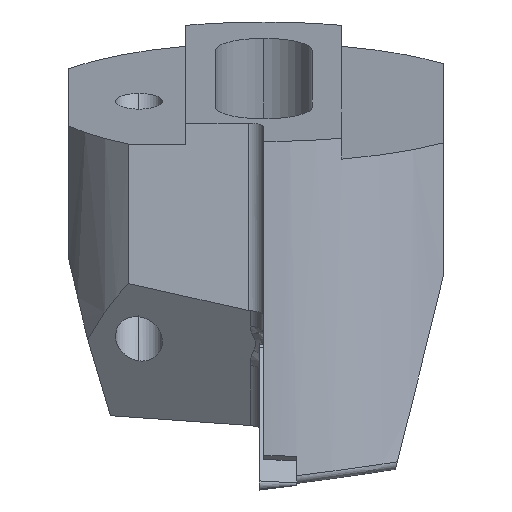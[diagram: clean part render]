
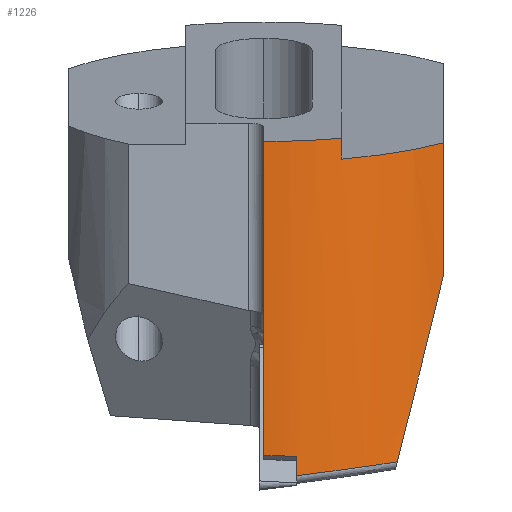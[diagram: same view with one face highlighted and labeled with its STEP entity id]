
A CAD part, left-side view. The second image highlights one B-rep face of the part: STEP entity #1226.
In plain terms, the highlighted cylindrical face has radius 15.699 mm (diameter 31.398 mm), a partial arc.
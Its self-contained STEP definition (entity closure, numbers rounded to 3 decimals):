
#654=EDGE_CURVE('NONE',#1604,#1398,#1888,.F.);
#670=VERTEX_POINT('NONE',#1908);
#674=EDGE_CURVE('NONE',#1072,#1840,#1913,.T.);
#692=EDGE_CURVE('NONE',#1604,#1026,#1935,.T.);
#806=VERTEX_POINT('NONE',#2060);
#834=VERTEX_POINT('NONE',#2091);
#836=EDGE_CURVE('NONE',#806,#1684,#2093,.T.);
#1026=VERTEX_POINT('NONE',#2305);
#1044=EDGE_CURVE('NONE',#1398,#1840,#2324,.T.);
#1072=VERTEX_POINT('NONE',#2355);
#1110=EDGE_CURVE('NONE',#1072,#670,#2398,.T.);
#1158=EDGE_CURVE('NONE',#834,#1026,#2452,.T.);
#1226=ADVANCED_FACE('NONE',(#2525),#2526,.T.);
#1398=VERTEX_POINT('NONE',#2720);
#1524=EDGE_CURVE('NONE',#1684,#834,#2857,.T.);
#1548=EDGE_CURVE('NONE',#806,#670,#2884,.T.);
#1604=VERTEX_POINT('NONE',#2946);
#1684=VERTEX_POINT('NONE',#3028);
#1840=VERTEX_POINT('NONE',#3198);
#1888=LINE('',#3242,#3243);
#1908=CARTESIAN_POINT('',(-15.558,-2.1,-27.861));
#1913=B_SPLINE_CURVE_WITH_KNOTS('',3,(#3277,#3278,#3279,#3280,#3281,#3282,#3283),.UNSPECIFIED.,.F.,.F.,(4,3,4),(0.0,0.833,1.0),.UNSPECIFIED.);
#1935=ELLIPSE('',#3308,16.18,15.699);
#2060=CARTESIAN_POINT('',(-15.699,0.0,-27.789));
#2091=CARTESIAN_POINT('',(-14.882,-5.0,-7.45));
#2093=LINE('',#3541,#3542);
#2305=CARTESIAN_POINT('',(-14.882,-5.0,-8.79));
#2324=ELLIPSE('',#3868,62.513,15.699);
#2355=CARTESIAN_POINT('',(-15.558,-2.1,-29.086));
#2398=LINE('',#4350,#4351);
#2452=LINE('',#4448,#4449);
#2525=FACE_OUTER_BOUND('',#4588,.T.);
#2526=CYLINDRICAL_SURFACE('',#4589,15.699);
#2720=CARTESIAN_POINT('',(-10.687,-11.5,-16.298));
#2857=ELLIPSE('',#5160,16.18,15.699);
#2884=ELLIPSE('',#5194,17.619,15.699);
#2946=CARTESIAN_POINT('',(-10.687,-11.5,-7.744));
#3028=CARTESIAN_POINT('',(-15.699,0.,-7.654));
#3198=CARTESIAN_POINT('',(-13.155,-8.567,-28.194));
#3242=CARTESIAN_POINT('',(-10.687,-11.5,0.));
#3243=VECTOR('',#5713,1.0);
#3277=CARTESIAN_POINT('',(-15.558,-2.1,-29.086));
#3278=CARTESIAN_POINT('',(-15.299,-4.015,-28.845));
#3279=CARTESIAN_POINT('',(-14.684,-5.881,-28.591));
#3280=CARTESIAN_POINT('',(-13.752,-7.573,-28.342));
#3281=CARTESIAN_POINT('',(-13.565,-7.912,-28.293));
#3282=CARTESIAN_POINT('',(-13.366,-8.244,-28.243));
#3283=CARTESIAN_POINT('',(-13.155,-8.567,-28.194));
#3308=AXIS2_PLACEMENT_3D('',#5798,#5799,#5800);
#3541=CARTESIAN_POINT('',(-15.699,0.0,0.));
#3542=VECTOR('',#5994,1.0);
#3868=AXIS2_PLACEMENT_3D('',#6280,#6281,#6282);
#4350=CARTESIAN_POINT('',(-15.558,-2.1,0.));
#4351=VECTOR('',#6383,1.0);
#4448=CARTESIAN_POINT('',(-14.882,-5.0,0.));
#4449=VECTOR('',#6461,1.0);
#4588=EDGE_LOOP('',(#6531,#6532,#6533,#6534,#6535,#6536,#6537,#6538,#6539));
#4589=AXIS2_PLACEMENT_3D('',#6540,#6541,#6542);
#5160=AXIS2_PLACEMENT_3D('',#6940,#6941,#6942);
#5194=AXIS2_PLACEMENT_3D('',#6976,#6977,#6978);
#5713=DIRECTION('',(0.,0.,1.0));
#5798=CARTESIAN_POINT('',(0.,0.,-5.08));
#5799=DIRECTION('',(0.242,0.0,-0.97));
#5800=DIRECTION('',(-0.97,0.,-0.242));
#5994=DIRECTION('',(0.,0.,1.0));
#6280=CARTESIAN_POINT('',(0.,0.,-57.866));
#6281=DIRECTION('',(0.063,-0.966,-0.251));
#6282=DIRECTION('',(-0.016,0.251,-0.968));
#6383=DIRECTION('',(0.,0.,1.0));
#6461=DIRECTION('',(0.,0.,-1.0));
#6531=ORIENTED_EDGE('',*,*,#1110,.F.);
#6532=ORIENTED_EDGE('',*,*,#674,.T.);
#6533=ORIENTED_EDGE('',*,*,#1044,.F.);
#6534=ORIENTED_EDGE('',*,*,#654,.F.);
#6535=ORIENTED_EDGE('',*,*,#692,.T.);
#6536=ORIENTED_EDGE('',*,*,#1158,.F.);
#6537=ORIENTED_EDGE('',*,*,#1524,.F.);
#6538=ORIENTED_EDGE('',*,*,#836,.F.);
#6539=ORIENTED_EDGE('',*,*,#1548,.T.);
#6540=CARTESIAN_POINT('',(0.0,0.0,0.0));
#6541=DIRECTION('',(0.,0.,-1.0));
#6542=DIRECTION('',(0.,1.0,0.));
#6940=CARTESIAN_POINT('',(0.,0.,-3.74));
#6941=DIRECTION('',(-0.242,0.,0.97));
#6942=DIRECTION('',(-0.97,0.,-0.242));
#6976=CARTESIAN_POINT('',(0.,0.,-35.788));
#6977=DIRECTION('',(0.454,0.,0.891));
#6978=DIRECTION('',(-0.891,0.,0.454));
